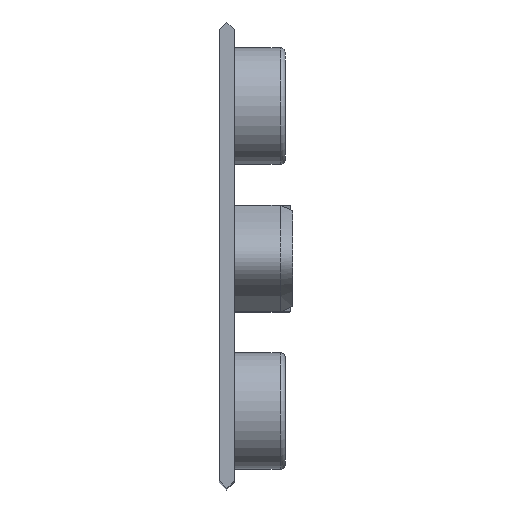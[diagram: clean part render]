
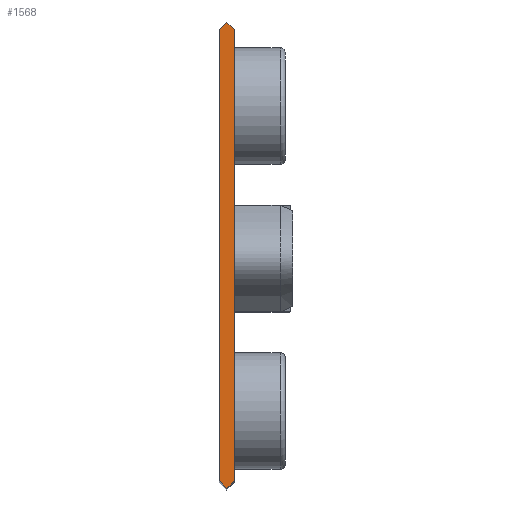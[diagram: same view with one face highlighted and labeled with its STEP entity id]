
A CAD part, top view. The second image highlights one B-rep face of the part: STEP entity #1568.
In plain terms, the highlighted planar face has unit normal (0, 0, 1).
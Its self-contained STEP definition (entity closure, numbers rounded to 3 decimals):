
#742=CARTESIAN_POINT('',(0.,26.,199.9));
#743=VERTEX_POINT('',#742);
#750=CARTESIAN_POINT('',(0.,114.769,199.9));
#751=VERTEX_POINT('',#750);
#752=CARTESIAN_POINT('',(-0.,114.769,199.9));
#753=DIRECTION('',(0.,-1.,0.));
#754=VECTOR('',#753,88.769);
#755=LINE('',#752,#754);
#756=EDGE_CURVE('',#751,#743,#755,.T.);
#1345=CARTESIAN_POINT('',(3.,114.769,199.9));
#1346=VERTEX_POINT('',#1345);
#1353=CARTESIAN_POINT('',(3.,26.,199.9));
#1354=VERTEX_POINT('',#1353);
#1355=CARTESIAN_POINT('',(3.,114.769,199.9));
#1356=DIRECTION('',(0.,-1.,0.));
#1357=VECTOR('',#1356,88.769);
#1358=LINE('',#1355,#1357);
#1359=EDGE_CURVE('',#1346,#1354,#1358,.T.);
#1462=CARTESIAN_POINT('',(1.5,116.269,199.9));
#1463=VERTEX_POINT('',#1462);
#1470=CARTESIAN_POINT('',(3.,114.769,199.9));
#1471=DIRECTION('',(-0.707,0.707,0.));
#1472=VECTOR('',#1471,2.121);
#1473=LINE('',#1470,#1472);
#1474=EDGE_CURVE('',#1346,#1463,#1473,.T.);
#1492=CARTESIAN_POINT('',(0.,114.769,199.9));
#1493=DIRECTION('',(0.707,0.707,0.));
#1494=VECTOR('',#1493,2.121);
#1495=LINE('',#1492,#1494);
#1496=EDGE_CURVE('',#751,#1463,#1495,.T.);
#1515=CARTESIAN_POINT('',(1.5,24.5,199.9));
#1516=VERTEX_POINT('',#1515);
#1523=CARTESIAN_POINT('',(-0.,26.,199.9));
#1524=DIRECTION('',(0.707,-0.707,0.));
#1525=VECTOR('',#1524,2.121);
#1526=LINE('',#1523,#1525);
#1527=EDGE_CURVE('',#743,#1516,#1526,.T.);
#1545=CARTESIAN_POINT('',(3.,26.,199.9));
#1546=DIRECTION('',(-0.707,-0.707,0.));
#1547=VECTOR('',#1546,2.121);
#1548=LINE('',#1545,#1547);
#1549=EDGE_CURVE('',#1354,#1516,#1548,.T.);
#1555=CARTESIAN_POINT('',(0.,0.,199.9));
#1556=DIRECTION('',(0.,0.,1.));
#1557=DIRECTION('',(1.,0.,0.));
#1558=AXIS2_PLACEMENT_3D('',#1555,#1556,#1557);
#1559=PLANE('',#1558);
#1560=ORIENTED_EDGE('',*,*,#1359,.F.);
#1561=ORIENTED_EDGE('',*,*,#1474,.T.);
#1562=ORIENTED_EDGE('',*,*,#1496,.F.);
#1563=ORIENTED_EDGE('',*,*,#756,.T.);
#1564=ORIENTED_EDGE('',*,*,#1527,.T.);
#1565=ORIENTED_EDGE('',*,*,#1549,.F.);
#1566=EDGE_LOOP('',(#1560,#1561,#1562,#1563,#1564,#1565));
#1567=FACE_BOUND('',#1566,.T.);
#1568=ADVANCED_FACE('',(#1567),#1559,.T.);
